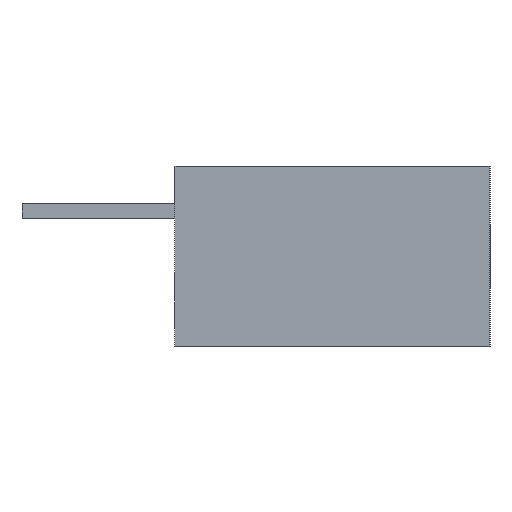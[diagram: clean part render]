
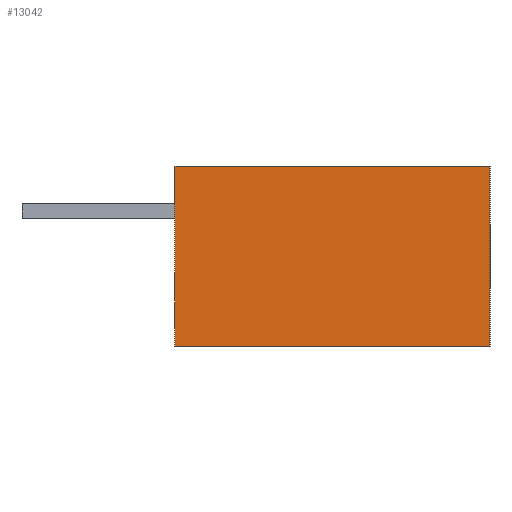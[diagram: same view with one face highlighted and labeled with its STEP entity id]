
A CAD part, left-side view. The second image highlights one B-rep face of the part: STEP entity #13042.
In plain terms, the highlighted planar face has unit normal (-1, 0, 0).
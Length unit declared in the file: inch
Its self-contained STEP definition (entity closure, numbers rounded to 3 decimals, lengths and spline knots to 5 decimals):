
#3331=ORIENTED_EDGE('',*,*,#5404,.T.);
#3332=ORIENTED_EDGE('',*,*,#5386,.F.);
#3333=ORIENTED_EDGE('',*,*,#5705,.F.);
#3334=ORIENTED_EDGE('',*,*,#5391,.T.);
#5386=EDGE_CURVE('',#6874,#6875,#8366,.T.);
#5391=EDGE_CURVE('',#6880,#6879,#8371,.T.);
#5404=EDGE_CURVE('',#6879,#6875,#8384,.T.);
#5705=EDGE_CURVE('',#6880,#6874,#8685,.T.);
#6874=VERTEX_POINT('',#19927);
#6875=VERTEX_POINT('',#19929);
#6879=VERTEX_POINT('',#19938);
#6880=VERTEX_POINT('',#19940);
#8366=LINE('',#19928,#10106);
#8371=LINE('',#19939,#10111);
#8384=LINE('',#19965,#10124);
#8685=LINE('',#20546,#10425);
#10106=VECTOR('',#16266,39.37008);
#10111=VECTOR('',#16273,39.37008);
#10124=VECTOR('',#16290,39.37008);
#10425=VECTOR('',#16755,39.37008);
#11190=EDGE_LOOP('',(#3331,#3332,#3333,#3334));
#11854=FACE_BOUND('',#11190,.T.);
#12418=PLANE('',#13853);
#13042=ADVANCED_FACE('',(#11854),#12418,.F.);
#13853=AXIS2_PLACEMENT_3D('',#20712,#16839,#16840);
#16266=DIRECTION('',(0.,-1.,0.));
#16273=DIRECTION('',(0.,-1.,0.));
#16290=DIRECTION('',(0.,0.,1.));
#16755=DIRECTION('',(0.,0.,1.));
#16839=DIRECTION('',(1.,0.,0.));
#16840=DIRECTION('',(0.,0.,-1.));
#19927=CARTESIAN_POINT('',(-1.01,0.35,0.1));
#19928=CARTESIAN_POINT('',(-1.01,0.35,0.1));
#19929=CARTESIAN_POINT('',(-1.01,0.,0.1));
#19938=CARTESIAN_POINT('',(-1.01,0.,-0.1));
#19939=CARTESIAN_POINT('',(-1.01,0.35,-0.1));
#19940=CARTESIAN_POINT('',(-1.01,0.35,-0.1));
#19965=CARTESIAN_POINT('',(-1.01,0.,-0.1));
#20546=CARTESIAN_POINT('',(-1.01,0.35,-0.1));
#20712=CARTESIAN_POINT('',(-1.01,0.35,-0.1));
